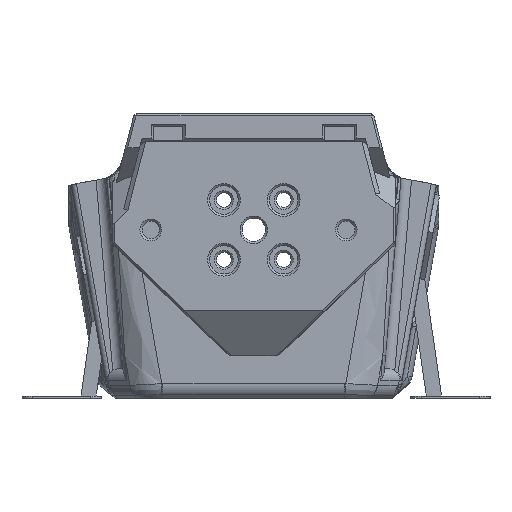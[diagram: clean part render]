
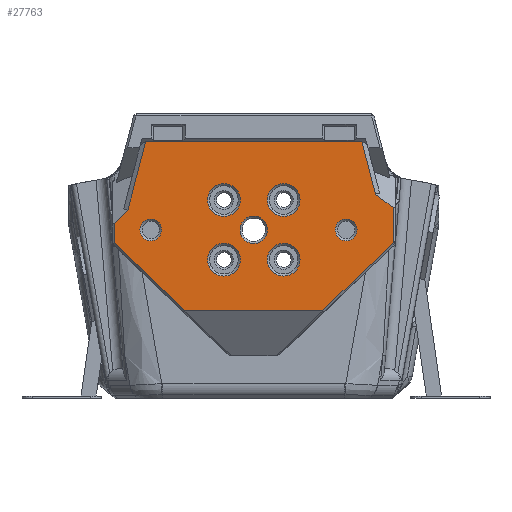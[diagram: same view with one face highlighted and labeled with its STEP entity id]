
A CAD part, front view. The second image highlights one B-rep face of the part: STEP entity #27763.
In plain terms, the highlighted planar face has unit normal (0, -1, 0).
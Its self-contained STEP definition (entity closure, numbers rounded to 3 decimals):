
#1129=PLANE('',#29941);
#1596=LINE('',#38666,#3931);
#1605=LINE('',#38685,#3940);
#3155=LINE('',#50859,#5490);
#3156=LINE('',#50861,#5491);
#3157=LINE('',#50863,#5492);
#3158=LINE('',#50865,#5493);
#3159=LINE('',#50867,#5494);
#3160=LINE('',#50869,#5495);
#3161=LINE('',#50871,#5496);
#3162=LINE('',#50872,#5497);
#3931=VECTOR('',#31050,1000.);
#3940=VECTOR('',#31061,1000.);
#5490=VECTOR('',#35581,1000.);
#5491=VECTOR('',#35582,1000.);
#5492=VECTOR('',#35583,1000.);
#5493=VECTOR('',#35584,1000.);
#5494=VECTOR('',#35585,1000.);
#5495=VECTOR('',#35586,1000.);
#5496=VECTOR('',#35587,1000.);
#5497=VECTOR('',#35588,1000.);
#6851=CIRCLE('',#29942,2.05);
#6852=CIRCLE('',#29943,2.05);
#6853=CIRCLE('',#29944,2.6);
#6854=CIRCLE('',#29945,3.1);
#6855=CIRCLE('',#29946,3.1);
#6856=CIRCLE('',#29947,3.1);
#6857=CIRCLE('',#29948,3.1);
#12971=ORIENTED_EDGE('',*,*,#18426,.T.);
#12972=ORIENTED_EDGE('',*,*,#18427,.T.);
#12973=ORIENTED_EDGE('',*,*,#15667,.F.);
#12974=ORIENTED_EDGE('',*,*,#18428,.T.);
#12975=ORIENTED_EDGE('',*,*,#18429,.T.);
#12976=ORIENTED_EDGE('',*,*,#18430,.T.);
#12977=ORIENTED_EDGE('',*,*,#18431,.T.);
#12978=ORIENTED_EDGE('',*,*,#18432,.T.);
#12979=ORIENTED_EDGE('',*,*,#18433,.T.);
#12980=ORIENTED_EDGE('',*,*,#18434,.T.);
#12981=ORIENTED_EDGE('',*,*,#15676,.F.);
#12982=ORIENTED_EDGE('',*,*,#18435,.T.);
#12983=ORIENTED_EDGE('',*,*,#18436,.T.);
#12984=ORIENTED_EDGE('',*,*,#18437,.F.);
#12985=ORIENTED_EDGE('',*,*,#18438,.F.);
#12986=ORIENTED_EDGE('',*,*,#18439,.T.);
#12987=ORIENTED_EDGE('',*,*,#18440,.T.);
#15667=EDGE_CURVE('',#19752,#19753,#1596,.T.);
#15676=EDGE_CURVE('',#19761,#19762,#1605,.F.);
#18426=EDGE_CURVE('',#21498,#21498,#6851,.T.);
#18427=EDGE_CURVE('',#21499,#21499,#6852,.T.);
#18428=EDGE_CURVE('',#19752,#21500,#3155,.T.);
#18429=EDGE_CURVE('',#21500,#21501,#3156,.F.);
#18430=EDGE_CURVE('',#21501,#21502,#3157,.T.);
#18431=EDGE_CURVE('',#21502,#21503,#3158,.T.);
#18432=EDGE_CURVE('',#21503,#21504,#3159,.T.);
#18433=EDGE_CURVE('',#21504,#21505,#3160,.T.);
#18434=EDGE_CURVE('',#21505,#19762,#3161,.T.);
#18435=EDGE_CURVE('',#19761,#19753,#3162,.T.);
#18436=EDGE_CURVE('',#21506,#21506,#6853,.F.);
#18437=EDGE_CURVE('',#21507,#21507,#6854,.F.);
#18438=EDGE_CURVE('',#21508,#21508,#6855,.F.);
#18439=EDGE_CURVE('',#21509,#21509,#6856,.F.);
#18440=EDGE_CURVE('',#21510,#21510,#6857,.F.);
#19752=VERTEX_POINT('',#38665);
#19753=VERTEX_POINT('',#38667);
#19761=VERTEX_POINT('',#38684);
#19762=VERTEX_POINT('',#38686);
#21498=VERTEX_POINT('',#50856);
#21499=VERTEX_POINT('',#50858);
#21500=VERTEX_POINT('',#50860);
#21501=VERTEX_POINT('',#50862);
#21502=VERTEX_POINT('',#50864);
#21503=VERTEX_POINT('',#50866);
#21504=VERTEX_POINT('',#50868);
#21505=VERTEX_POINT('',#50870);
#21506=VERTEX_POINT('',#50874);
#21507=VERTEX_POINT('',#50876);
#21508=VERTEX_POINT('',#50878);
#21509=VERTEX_POINT('',#50880);
#21510=VERTEX_POINT('',#50882);
#24173=EDGE_LOOP('',(#12971));
#24174=EDGE_LOOP('',(#12972));
#24175=EDGE_LOOP('',(#12973,#12974,#12975,#12976,#12977,#12978,#12979,#12980,
#12981,#12982));
#24176=EDGE_LOOP('',(#12983));
#24177=EDGE_LOOP('',(#12984));
#24178=EDGE_LOOP('',(#12985));
#24179=EDGE_LOOP('',(#12986));
#24180=EDGE_LOOP('',(#12987));
#25895=FACE_BOUND('',#24173,.T.);
#25896=FACE_BOUND('',#24174,.T.);
#25897=FACE_BOUND('',#24175,.T.);
#25898=FACE_BOUND('',#24176,.T.);
#25899=FACE_BOUND('',#24177,.T.);
#25900=FACE_BOUND('',#24178,.T.);
#25901=FACE_BOUND('',#24179,.T.);
#25902=FACE_BOUND('',#24180,.T.);
#27763=ADVANCED_FACE('',(#25895,#25896,#25897,#25898,#25899,#25900,#25901,
#25902),#1129,.T.);
#29941=AXIS2_PLACEMENT_3D('',#50854,#35575,#35576);
#29942=AXIS2_PLACEMENT_3D('',#50855,#35577,#35578);
#29943=AXIS2_PLACEMENT_3D('',#50857,#35579,#35580);
#29944=AXIS2_PLACEMENT_3D('',#50873,#35589,#35590);
#29945=AXIS2_PLACEMENT_3D('',#50875,#35591,#35592);
#29946=AXIS2_PLACEMENT_3D('',#50877,#35593,#35594);
#29947=AXIS2_PLACEMENT_3D('',#50879,#35595,#35596);
#29948=AXIS2_PLACEMENT_3D('',#50881,#35597,#35598);
#31050=DIRECTION('',(1.,0.,0.));
#31061=DIRECTION('',(-0.797,0.,0.604));
#35575=DIRECTION('',(0.,-1.,0.));
#35576=DIRECTION('',(1.,0.,0.));
#35577=DIRECTION('',(0.,1.,0.));
#35578=DIRECTION('',(0.,0.,1.));
#35579=DIRECTION('',(0.,1.,0.));
#35580=DIRECTION('',(0.,0.,1.));
#35581=DIRECTION('',(-0.25,0.,-0.968));
#35582=DIRECTION('',(0.714,0.,0.7));
#35583=DIRECTION('',(0.,0.,-1.));
#35584=DIRECTION('',(0.722,0.,-0.692));
#35585=DIRECTION('',(1.,0.,0.));
#35586=DIRECTION('',(0.722,0.,0.692));
#35587=DIRECTION('',(0.,0.,1.));
#35588=DIRECTION('',(-0.25,0.,0.968));
#35589=DIRECTION('',(0.,-1.,0.));
#35590=DIRECTION('',(0.,0.,-1.));
#35591=DIRECTION('',(0.,1.,0.));
#35592=DIRECTION('',(0.,0.,-1.));
#35593=DIRECTION('',(0.,1.,0.));
#35594=DIRECTION('',(0.,0.,-1.));
#35595=DIRECTION('',(0.,-1.,0.));
#35596=DIRECTION('',(0.,0.,-1.));
#35597=DIRECTION('',(0.,-1.,0.));
#35598=DIRECTION('',(0.,0.,-1.));
#38665=CARTESIAN_POINT('',(-20.456,-30.914,48.625));
#38666=CARTESIAN_POINT('',(-134.803,-30.914,48.625));
#38667=CARTESIAN_POINT('',(20.456,-30.914,48.625));
#38684=CARTESIAN_POINT('',(23.055,-30.914,38.578));
#38685=CARTESIAN_POINT('',(14.843,-30.914,44.803));
#38686=CARTESIAN_POINT('',(26.393,-30.914,36.048));
#50854=CARTESIAN_POINT('',(0.,-30.914,25.221));
#50855=CARTESIAN_POINT('',(17.499,-30.914,31.853));
#50856=CARTESIAN_POINT('',(17.499,-30.914,33.903));
#50857=CARTESIAN_POINT('',(-19.501,-30.914,31.853));
#50858=CARTESIAN_POINT('',(-19.501,-30.914,33.903));
#50859=CARTESIAN_POINT('',(-24.847,-30.914,31.647));
#50860=CARTESIAN_POINT('',(-23.831,-30.914,35.576));
#50861=CARTESIAN_POINT('',(-16.851,-30.914,42.416));
#50862=CARTESIAN_POINT('',(-26.393,-30.914,33.065));
#50863=CARTESIAN_POINT('',(-26.393,-30.914,25.221));
#50864=CARTESIAN_POINT('',(-26.393,-30.914,29.389));
#50865=CARTESIAN_POINT('',(-10.556,-30.914,14.208));
#50866=CARTESIAN_POINT('',(-13.09,-30.914,16.638));
#50867=CARTESIAN_POINT('',(-2.754,-30.914,16.638));
#50868=CARTESIAN_POINT('',(13.09,-30.914,16.638));
#50869=CARTESIAN_POINT('',(10.556,-30.914,14.208));
#50870=CARTESIAN_POINT('',(26.393,-30.914,29.389));
#50871=CARTESIAN_POINT('',(26.393,-30.914,25.221));
#50872=CARTESIAN_POINT('',(24.847,-30.914,31.647));
#50873=CARTESIAN_POINT('',(0.,-30.914,31.85));
#50874=CARTESIAN_POINT('',(0.,-30.914,29.25));
#50875=CARTESIAN_POINT('',(5.657,-30.914,37.507));
#50876=CARTESIAN_POINT('',(5.657,-30.914,34.407));
#50877=CARTESIAN_POINT('',(5.657,-30.914,26.193));
#50878=CARTESIAN_POINT('',(5.657,-30.914,23.093));
#50879=CARTESIAN_POINT('',(-5.657,-30.914,37.507));
#50880=CARTESIAN_POINT('',(-5.657,-30.914,34.407));
#50881=CARTESIAN_POINT('',(-5.657,-30.914,26.193));
#50882=CARTESIAN_POINT('',(-5.657,-30.914,23.093));
